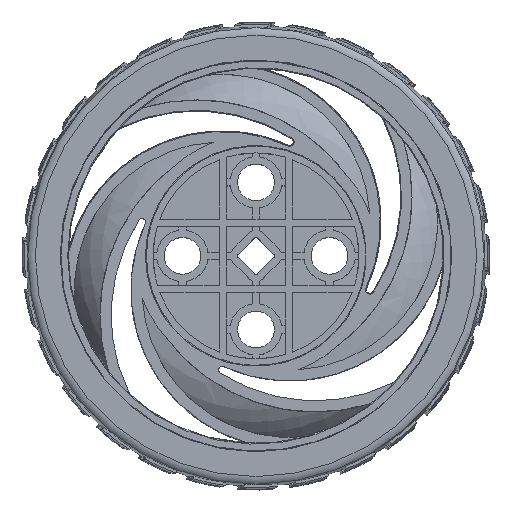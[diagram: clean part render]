
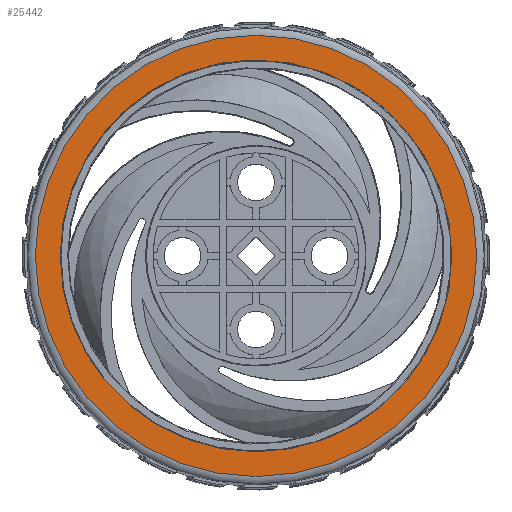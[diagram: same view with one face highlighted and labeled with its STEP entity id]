
A CAD part, top view. The second image highlights one B-rep face of the part: STEP entity #25442.
In plain terms, the highlighted planar face has unit normal (0, 0, 1).
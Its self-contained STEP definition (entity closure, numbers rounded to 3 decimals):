
#477=FACE_BOUND('',#8365,.T.);
#1362=PLANE('',#28064);
#6756=FACE_OUTER_BOUND('',#8364,.T.);
#8364=EDGE_LOOP('',(#23585,#23586));
#8365=EDGE_LOOP('',(#23587,#23588));
#10321=CIRCLE('',#28062,30.002);
#10322=CIRCLE('',#28063,30.002);
#10323=CIRCLE('',#28065,26.625);
#10324=CIRCLE('',#28066,26.625);
#12818=VERTEX_POINT('',#46783);
#12819=VERTEX_POINT('',#46785);
#12820=VERTEX_POINT('',#46789);
#12821=VERTEX_POINT('',#46790);
#16566=EDGE_CURVE('',#12819,#12818,#10321,.F.);
#16567=EDGE_CURVE('',#12818,#12819,#10322,.F.);
#16568=EDGE_CURVE('',#12820,#12821,#10323,.T.);
#16569=EDGE_CURVE('',#12821,#12820,#10324,.T.);
#23585=ORIENTED_EDGE('',*,*,#16566,.T.);
#23586=ORIENTED_EDGE('',*,*,#16567,.T.);
#23587=ORIENTED_EDGE('',*,*,#16568,.F.);
#23588=ORIENTED_EDGE('',*,*,#16569,.F.);
#25442=ADVANCED_FACE('',(#6756,#477),#1362,.F.);
#28062=AXIS2_PLACEMENT_3D('',#46786,#34851,#34852);
#28063=AXIS2_PLACEMENT_3D('',#46787,#34853,#34854);
#28064=AXIS2_PLACEMENT_3D('',#46788,#34855,#34856);
#28065=AXIS2_PLACEMENT_3D('',#46791,#34857,#34858);
#28066=AXIS2_PLACEMENT_3D('',#46792,#34859,#34860);
#34851=DIRECTION('center_axis',(0.,0.,-1.));
#34852=DIRECTION('ref_axis',(-1.,0.,0.));
#34853=DIRECTION('center_axis',(0.,0.,-1.));
#34854=DIRECTION('ref_axis',(-1.,0.,0.));
#34855=DIRECTION('center_axis',(0.,0.,-1.));
#34856=DIRECTION('ref_axis',(-1.,0.,0.));
#34857=DIRECTION('center_axis',(0.,0.,1.));
#34858=DIRECTION('ref_axis',(1.,0.,0.));
#34859=DIRECTION('center_axis',(0.,0.,1.));
#34860=DIRECTION('ref_axis',(1.,0.,0.));
#46783=CARTESIAN_POINT('',(30.002,0.,6.));
#46785=CARTESIAN_POINT('',(-30.002,0.,6.));
#46786=CARTESIAN_POINT('Origin',(0.,0.,6.));
#46787=CARTESIAN_POINT('Origin',(0.,0.,6.));
#46788=CARTESIAN_POINT('Origin',(0.,31.83,6.));
#46789=CARTESIAN_POINT('',(26.625,0.,6.));
#46790=CARTESIAN_POINT('',(-26.625,0.,6.));
#46791=CARTESIAN_POINT('Origin',(0.,0.,6.));
#46792=CARTESIAN_POINT('Origin',(0.,0.,6.));
